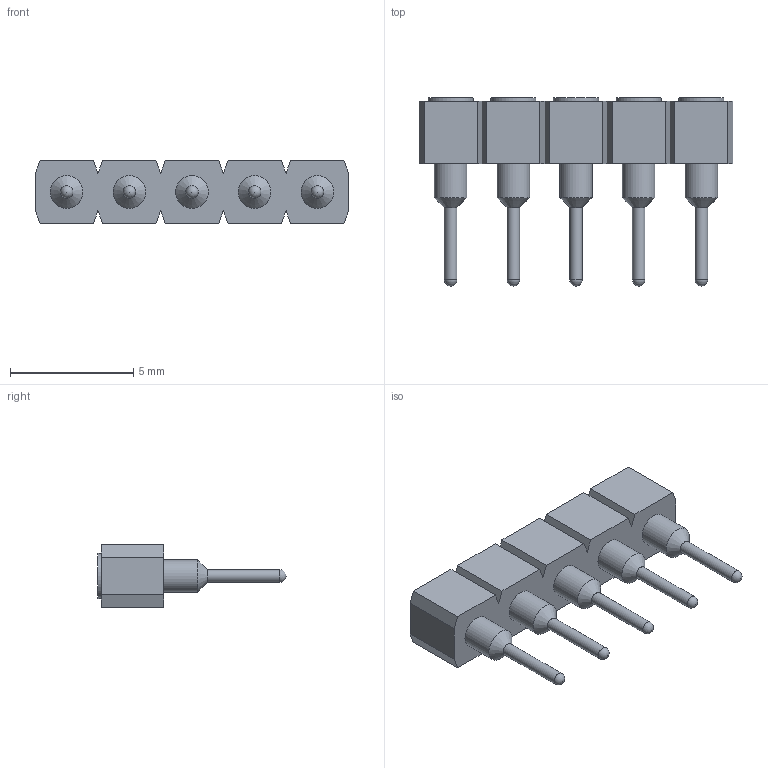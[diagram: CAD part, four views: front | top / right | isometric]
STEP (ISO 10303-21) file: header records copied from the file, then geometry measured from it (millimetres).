
FILE_DESCRIPTION(/* description */ ('STEP AP214'),/* implementation_level */ '2;1');
FILE_NAME(/* name */ 'SS-105-TT-2',/* time_stamp */ '2024-05-29T09:18:47+02:00',/* author */ ('License CC BY-ND 4.0'),/* organization */ ('CADENAS'),/* preprocessor_version */ 'ST-DEVELOPER v19.3',/* originating_system */ 'PARTsolutions',/* authorisation */ ' ');
FILE_SCHEMA (('AUTOMOTIVE_DESIGN {1 0 10303 214 3 1 1}'));
Length unit declared in the file: inch
Products named in the file (3): SS-105-TT-2; SS-105_socket; SC-1P1_pins
Assembly tree (6 placements, depth 2):
  SS-105-TT-2
    SS-105_socket
    SC-1P1_pins  x5
Bounding box: 12.7 x 7.62 x 2.54 mm (x, y, z)
Volume: 78.6 mm3; surface area: 405.6 mm2
Topology: 6 solids, 6 shells, 129 faces, 276 edges, 179 vertices
Faces by surface type: plane 64, cylinder 40, cone 20, sphere 5
Full cylindrical faces by diameter (mm): 0.508 x5, 0.914 x5, 1.016 x5, 1.321 x15, 1.829 x10
Entity records: 1874 total; most frequent: DIRECTION 310, CARTESIAN_POINT 303, ORIENTED_EDGE 262, EDGE_CURVE 131, AXIS2_PLACEMENT_3D 107, FACE_BOUND 105, EDGE_LOOP 104, VERTEX_POINT 100
